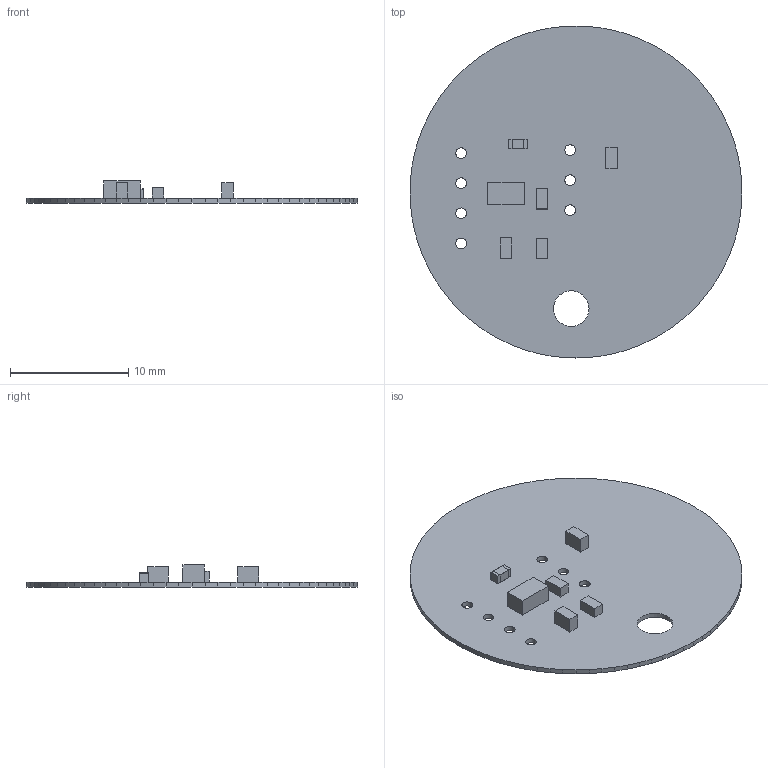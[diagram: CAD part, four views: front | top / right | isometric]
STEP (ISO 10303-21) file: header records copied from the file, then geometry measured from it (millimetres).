
FILE_DESCRIPTION(('Open CASCADE Model'),'2;1');
FILE_NAME('Open CASCADE Shape Model','2015-07-03T01:22:50',('Author'),( 'Open CASCADE'),'Open CASCADE STEP processor 6.5','Open CASCADE 6.5' ,'Unknown');
FILE_SCHEMA(('AUTOMOTIVE_DESIGN { 1 0 10303 214 1 1 1 1 }'));
Length unit declared in the file: millimetre
Products named in the file (17): PCB; Board; L1; 742792623; Lötende; U1; 725143696; Extruded; C2; 725143440; C1; R1; 725144208; R2
Assembly tree (19 placements, depth 4):
  PCB
    Board
    L1
      742792623
        742792623
        Lötende  x2
    U1
      725143696
        Extruded
    C2
      725143440
        Extruded
    C1
      725143440
        Extruded
    R1
      725144208
        Extruded
    R2
      725144208
        Extruded
Bounding box: 28.02 x 28.02 x 1.86 mm (x, y, z)
Volume: 265.1 mm3; surface area: 1328.2 mm2
Topology: 9 solids, 9 shells, 166 faces, 428 edges, 272 vertices
Faces by surface type: plane 130, cylinder 28, sphere 8
Full cylindrical faces by diameter (mm): 0.9 x7, 3 x1
Entity records: 9389 total; most frequent: CARTESIAN_POINT 1743, DIRECTION 1356, LINE 952, VECTOR 952, ORIENTED_EDGE 720, PCURVE 720, DEFINITIONAL_REPRESENTATION 720, EDGE_CURVE 360
